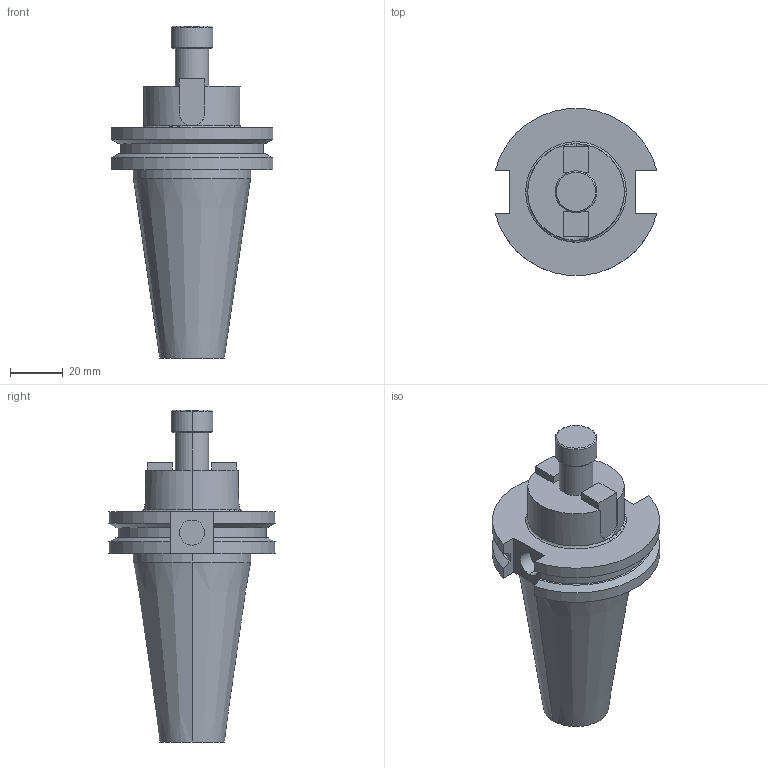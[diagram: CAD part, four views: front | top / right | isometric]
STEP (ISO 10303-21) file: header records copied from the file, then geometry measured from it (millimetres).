
FILE_DESCRIPTION (( 'STEP AP203' ), '1' );
FILE_NAME ('STP-22709.STEP', '2017-01-23T05:59:10', ( '' ), ( '' ), 'SwSTEP 2.0', 'SolidWorks 2015', '' );
FILE_SCHEMA (( 'CONFIG_CONTROL_DESIGN' ));
Length unit declared in the file: millimetre
Products named in the file (1): STP-22709
Bounding box: 61.35 x 63.26 x 125.91 mm (x, y, z)
Volume: 126312.3 mm3; surface area: 22024.9 mm2
Topology: 1 solids, 1 shells, 73 faces, 179 edges, 114 vertices
Faces by surface type: plane 33, cylinder 26, cone 12, torus 2
Entity records: 2288 total; most frequent: CARTESIAN_POINT 467, DIRECTION 374, ORIENTED_EDGE 354, EDGE_CURVE 177, AXIS2_PLACEMENT_3D 138, VERTEX_POINT 114, VECTOR 98, LINE 98
